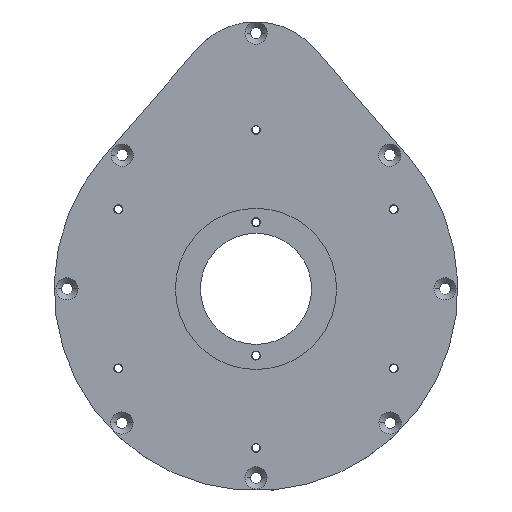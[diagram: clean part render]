
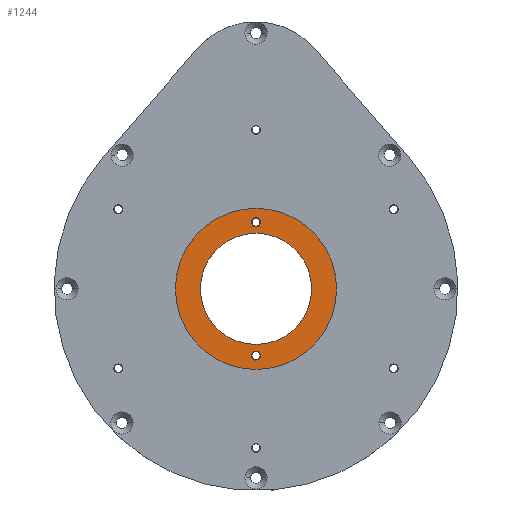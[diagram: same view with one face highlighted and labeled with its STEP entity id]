
A CAD part, top view. The second image highlights one B-rep face of the part: STEP entity #1244.
In plain terms, the highlighted planar face has unit normal (0, 0, 1).
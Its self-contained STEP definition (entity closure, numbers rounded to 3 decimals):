
#275=CARTESIAN_POINT('',(0.,0.,11.));
#276=DIRECTION('',(0.,0.,1.));
#277=DIRECTION('',(1.,0.,0.));
#278=AXIS2_PLACEMENT_3D('',#275,#276,#277);
#280=CARTESIAN_POINT('',(0.,0.,11.));
#281=DIRECTION('',(0.,0.,1.));
#282=DIRECTION('',(-1.,0.,0.));
#283=AXIS2_PLACEMENT_3D('',#280,#281,#282);
#285=CARTESIAN_POINT('',(0.,0.,11.));
#286=DIRECTION('',(0.,0.,-1.));
#287=DIRECTION('',(-1.,0.,0.));
#288=AXIS2_PLACEMENT_3D('',#285,#286,#287);
#290=CARTESIAN_POINT('',(0.,0.,11.));
#291=DIRECTION('',(0.,0.,-1.));
#292=DIRECTION('',(1.,0.,0.));
#293=AXIS2_PLACEMENT_3D('',#290,#291,#292);
#295=CARTESIAN_POINT('',(0.,30.,11.));
#296=DIRECTION('',(0.,0.,1.));
#297=DIRECTION('',(-1.,0.,0.));
#298=AXIS2_PLACEMENT_3D('',#295,#296,#297);
#300=CARTESIAN_POINT('',(0.,30.,11.));
#301=DIRECTION('',(0.,0.,1.));
#302=DIRECTION('',(1.,0.,0.));
#303=AXIS2_PLACEMENT_3D('',#300,#301,#302);
#305=CARTESIAN_POINT('',(0.,-30.,11.));
#306=DIRECTION('',(0.,0.,1.));
#307=DIRECTION('',(-1.,0.,0.));
#308=AXIS2_PLACEMENT_3D('',#305,#306,#307);
#310=CARTESIAN_POINT('',(0.,-30.,11.));
#311=DIRECTION('',(0.,0.,1.));
#312=DIRECTION('',(1.,0.,0.));
#313=AXIS2_PLACEMENT_3D('',#310,#311,#312);
#807=CARTESIAN_POINT('',(-25.,0.,11.));
#808=VERTEX_POINT('',#807);
#809=CARTESIAN_POINT('',(25.,0.,11.));
#810=VERTEX_POINT('',#809);
#811=CARTESIAN_POINT('',(36.25,0.,11.));
#812=CARTESIAN_POINT('',(-36.25,0.,11.));
#813=VERTEX_POINT('',#811);
#814=VERTEX_POINT('',#812);
#823=CARTESIAN_POINT('',(-1.8,30.,11.));
#824=CARTESIAN_POINT('',(1.8,30.,11.));
#825=VERTEX_POINT('',#823);
#826=VERTEX_POINT('',#824);
#831=CARTESIAN_POINT('',(-1.8,-30.,11.));
#832=CARTESIAN_POINT('',(1.8,-30.,11.));
#833=VERTEX_POINT('',#831);
#834=VERTEX_POINT('',#832);
#1217=CARTESIAN_POINT('',(0.,0.,11.));
#1218=DIRECTION('',(0.,0.,1.));
#1219=DIRECTION('',(1.,0.,0.));
#1220=AXIS2_PLACEMENT_3D('',#1217,#1218,#1219);
#1221=PLANE('',#1220);
#1222=ORIENTED_EDGE('',*,*,#1197,.F.);
#1223=ORIENTED_EDGE('',*,*,#1211,.F.);
#1224=EDGE_LOOP('',(#1222,#1223));
#1225=FACE_OUTER_BOUND('',#1224,.F.);
#1227=ORIENTED_EDGE('',*,*,#1226,.F.);
#1229=ORIENTED_EDGE('',*,*,#1228,.F.);
#1230=EDGE_LOOP('',(#1227,#1229));
#1231=FACE_BOUND('',#1230,.F.);
#1233=ORIENTED_EDGE('',*,*,#1232,.T.);
#1235=ORIENTED_EDGE('',*,*,#1234,.T.);
#1236=EDGE_LOOP('',(#1233,#1235));
#1237=FACE_BOUND('',#1236,.F.);
#1239=ORIENTED_EDGE('',*,*,#1238,.T.);
#1241=ORIENTED_EDGE('',*,*,#1240,.T.);
#1242=EDGE_LOOP('',(#1239,#1241));
#1243=FACE_BOUND('',#1242,.F.);
#1244=ADVANCED_FACE('',(#1225,#1231,#1237,#1243),#1221,.T.);
#279=CIRCLE('',#278,36.25);
#284=CIRCLE('',#283,36.25);
#289=CIRCLE('',#288,25.);
#294=CIRCLE('',#293,25.);
#299=CIRCLE('',#298,1.8);
#304=CIRCLE('',#303,1.8);
#309=CIRCLE('',#308,1.8);
#314=CIRCLE('',#313,1.8);
#1197=EDGE_CURVE('',#813,#814,#279,.T.);
#1211=EDGE_CURVE('',#814,#813,#284,.T.);
#1226=EDGE_CURVE('',#808,#810,#289,.T.);
#1228=EDGE_CURVE('',#810,#808,#294,.T.);
#1232=EDGE_CURVE('',#825,#826,#299,.T.);
#1234=EDGE_CURVE('',#826,#825,#304,.T.);
#1238=EDGE_CURVE('',#833,#834,#309,.T.);
#1240=EDGE_CURVE('',#834,#833,#314,.T.);
